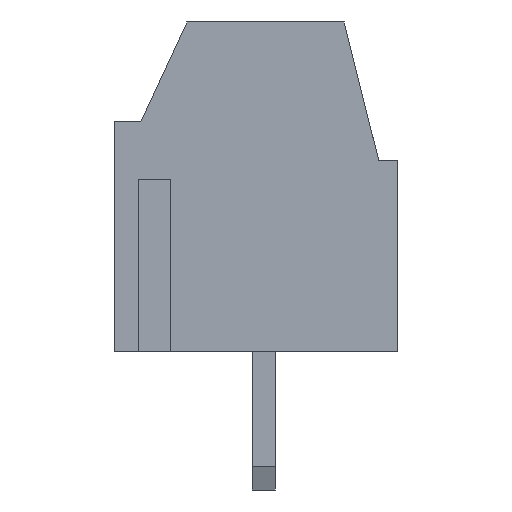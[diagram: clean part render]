
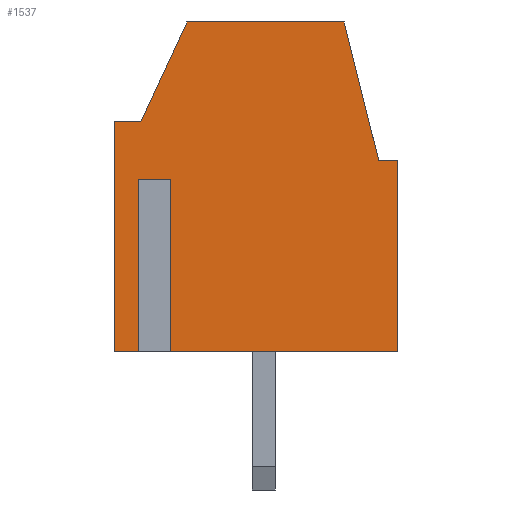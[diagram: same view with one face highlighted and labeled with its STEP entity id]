
A CAD part, left-side view. The second image highlights one B-rep face of the part: STEP entity #1537.
In plain terms, the highlighted planar face has unit normal (-1, 0, 0).
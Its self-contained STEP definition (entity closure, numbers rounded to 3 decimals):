
#1360 = VERTEX_POINT('',#1361);
#1361 = CARTESIAN_POINT('',(-1.75,-2.1,8.6));
#1369 = VERTEX_POINT('',#1370);
#1370 = CARTESIAN_POINT('',(-1.75,2.,8.6));
#1376 = EDGE_CURVE('',#1360,#1369,#1377,.T.);
#1377 = LINE('',#1378,#1379);
#1378 = CARTESIAN_POINT('',(-1.75,-2.1,8.6));
#1379 = VECTOR('',#1380,1.);
#1380 = DIRECTION('',(0.,1.,0.));
#1537 = ADVANCED_FACE('',(#1538),#1627,.F.);
#1538 = FACE_BOUND('',#1539,.F.);
#1539 = EDGE_LOOP('',(#1540,#1541,#1549,#1557,#1565,#1573,#1581,#1589,
    #1597,#1605,#1613,#1621));
#1540 = ORIENTED_EDGE('',*,*,#1376,.F.);
#1541 = ORIENTED_EDGE('',*,*,#1542,.F.);
#1542 = EDGE_CURVE('',#1543,#1360,#1545,.T.);
#1543 = VERTEX_POINT('',#1544);
#1544 = CARTESIAN_POINT('',(-1.75,-3.,5.));
#1545 = LINE('',#1546,#1547);
#1546 = CARTESIAN_POINT('',(-1.75,-3.,5.));
#1547 = VECTOR('',#1548,1.);
#1548 = DIRECTION('',(0.,0.243,0.97));
#1549 = ORIENTED_EDGE('',*,*,#1550,.F.);
#1550 = EDGE_CURVE('',#1551,#1543,#1553,.T.);
#1551 = VERTEX_POINT('',#1552);
#1552 = CARTESIAN_POINT('',(-1.75,-3.5,5.));
#1553 = LINE('',#1554,#1555);
#1554 = CARTESIAN_POINT('',(-1.75,-3.5,5.));
#1555 = VECTOR('',#1556,1.);
#1556 = DIRECTION('',(0.,1.,0.));
#1557 = ORIENTED_EDGE('',*,*,#1558,.F.);
#1558 = EDGE_CURVE('',#1559,#1551,#1561,.T.);
#1559 = VERTEX_POINT('',#1560);
#1560 = CARTESIAN_POINT('',(-1.75,-3.5,-0.));
#1561 = LINE('',#1562,#1563);
#1562 = CARTESIAN_POINT('',(-1.75,-3.5,0.));
#1563 = VECTOR('',#1564,1.);
#1564 = DIRECTION('',(0.,0.,1.));
#1565 = ORIENTED_EDGE('',*,*,#1566,.F.);
#1566 = EDGE_CURVE('',#1567,#1559,#1569,.T.);
#1567 = VERTEX_POINT('',#1568);
#1568 = CARTESIAN_POINT('',(-1.75,2.591,0.));
#1569 = LINE('',#1570,#1571);
#1570 = CARTESIAN_POINT('',(-1.75,3.9,0.));
#1571 = VECTOR('',#1572,1.);
#1572 = DIRECTION('',(0.,-1.,0.));
#1573 = ORIENTED_EDGE('',*,*,#1574,.T.);
#1574 = EDGE_CURVE('',#1567,#1575,#1577,.T.);
#1575 = VERTEX_POINT('',#1576);
#1576 = CARTESIAN_POINT('',(-1.75,2.591,4.5));
#1577 = LINE('',#1578,#1579);
#1578 = CARTESIAN_POINT('',(-1.75,2.591,0.));
#1579 = VECTOR('',#1580,1.);
#1580 = DIRECTION('',(0.,0.,1.));
#1581 = ORIENTED_EDGE('',*,*,#1582,.F.);
#1582 = EDGE_CURVE('',#1583,#1575,#1585,.T.);
#1583 = VERTEX_POINT('',#1584);
#1584 = CARTESIAN_POINT('',(-1.75,3.109,4.5));
#1585 = LINE('',#1586,#1587);
#1586 = CARTESIAN_POINT('',(-1.75,3.109,4.5));
#1587 = VECTOR('',#1588,1.);
#1588 = DIRECTION('',(0.,-1.,0.));
#1589 = ORIENTED_EDGE('',*,*,#1590,.F.);
#1590 = EDGE_CURVE('',#1591,#1583,#1593,.T.);
#1591 = VERTEX_POINT('',#1592);
#1592 = CARTESIAN_POINT('',(-1.75,3.109,0.));
#1593 = LINE('',#1594,#1595);
#1594 = CARTESIAN_POINT('',(-1.75,3.109,0.));
#1595 = VECTOR('',#1596,1.);
#1596 = DIRECTION('',(0.,0.,1.));
#1597 = ORIENTED_EDGE('',*,*,#1598,.F.);
#1598 = EDGE_CURVE('',#1599,#1591,#1601,.T.);
#1599 = VERTEX_POINT('',#1600);
#1600 = CARTESIAN_POINT('',(-1.75,3.9,0.));
#1601 = LINE('',#1602,#1603);
#1602 = CARTESIAN_POINT('',(-1.75,3.9,0.));
#1603 = VECTOR('',#1604,1.);
#1604 = DIRECTION('',(0.,-1.,0.));
#1605 = ORIENTED_EDGE('',*,*,#1606,.F.);
#1606 = EDGE_CURVE('',#1607,#1599,#1609,.T.);
#1607 = VERTEX_POINT('',#1608);
#1608 = CARTESIAN_POINT('',(-1.75,3.9,6.));
#1609 = LINE('',#1610,#1611);
#1610 = CARTESIAN_POINT('',(-1.75,3.9,6.));
#1611 = VECTOR('',#1612,1.);
#1612 = DIRECTION('',(0.,0.,-1.));
#1613 = ORIENTED_EDGE('',*,*,#1614,.F.);
#1614 = EDGE_CURVE('',#1615,#1607,#1617,.T.);
#1615 = VERTEX_POINT('',#1616);
#1616 = CARTESIAN_POINT('',(-1.75,3.2,6.));
#1617 = LINE('',#1618,#1619);
#1618 = CARTESIAN_POINT('',(-1.75,3.2,6.));
#1619 = VECTOR('',#1620,1.);
#1620 = DIRECTION('',(0.,1.,0.));
#1621 = ORIENTED_EDGE('',*,*,#1622,.F.);
#1622 = EDGE_CURVE('',#1369,#1615,#1623,.T.);
#1623 = LINE('',#1624,#1625);
#1624 = CARTESIAN_POINT('',(-1.75,2.,8.6));
#1625 = VECTOR('',#1626,1.);
#1626 = DIRECTION('',(0.,0.419,-0.908));
#1627 = PLANE('',#1628);
#1628 = AXIS2_PLACEMENT_3D('',#1629,#1630,#1631);
#1629 = CARTESIAN_POINT('',(-1.75,0.199,3.917));
#1630 = DIRECTION('',(1.,0.,0.));
#1631 = DIRECTION('',(0.,0.,1.));
